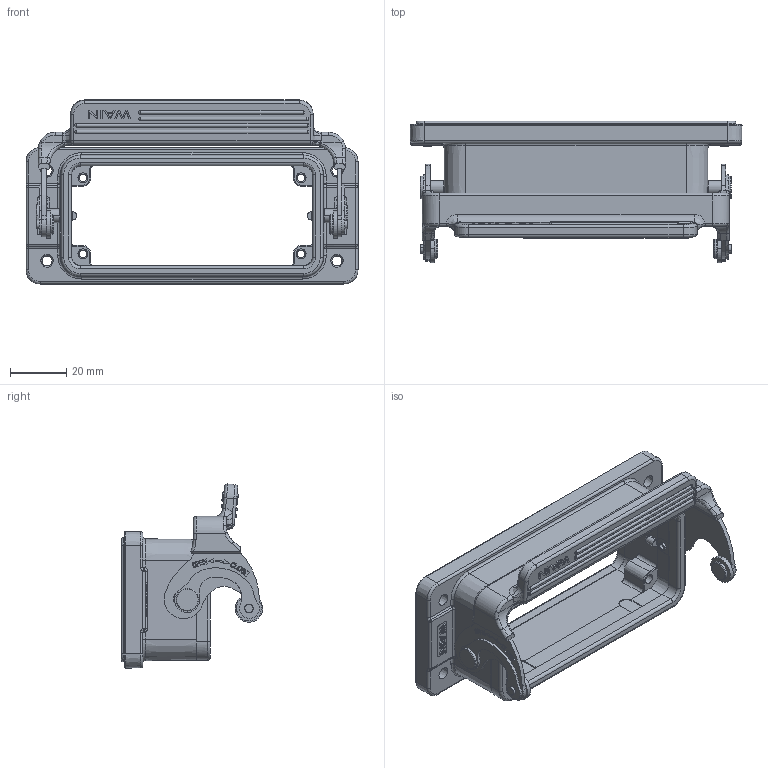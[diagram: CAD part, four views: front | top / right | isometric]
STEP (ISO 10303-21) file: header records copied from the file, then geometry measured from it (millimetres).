
FILE_DESCRIPTION((''),'2;1');
FILE_NAME('1111','2018-07-11T',('lishuang.ye'),(''),'PRO/ENGINEER BY PARAMETRIC TECHNOLOGY CORPORATION, 2010180','PRO/ENGINEER BY PARAMETRIC TECHNOLOGY CORPORATION, 2010180','');
FILE_SCHEMA(('AUTOMOTIVE_DESIGN_CC2 { 1 2 10303 214 -1 1 5 2 }'));
Products named in the file (1): 1111
Bounding box: 117.99 x 50.23 x 65.43 mm (x, y, z)
Volume: 57522.7 mm3; surface area: 50053.9 mm2
Topology: 9 solids, 18 shells, 1742 faces, 4905 edges, 3201 vertices
Faces by surface type: plane 732, cylinder 433, extrusion 270, cone 106, torus 100, sphere 58, bspline 43
Entity records: 64106 total; most frequent: CARTESIAN_POINT 16398, ORIENTED_EDGE 9632, DIRECTION 8465, EDGE_CURVE 4843, VERTEX_POINT 3201, VECTOR 2833, AXIS2_PLACEMENT_3D 2816, LINE 2563
